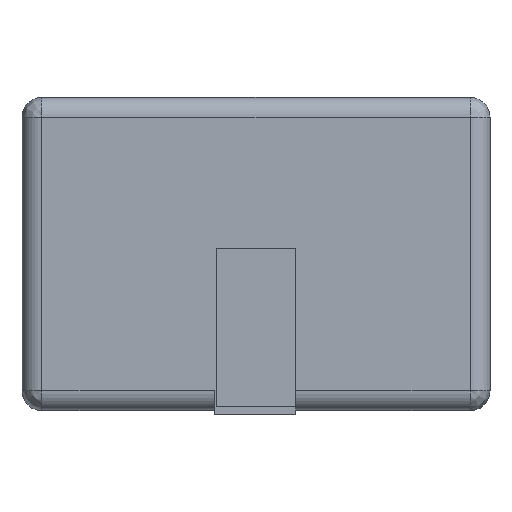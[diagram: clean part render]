
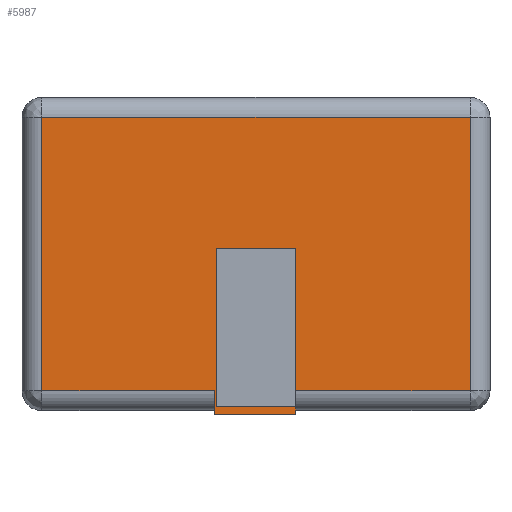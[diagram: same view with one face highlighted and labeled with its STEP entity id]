
A CAD part, left-side view. The second image highlights one B-rep face of the part: STEP entity #5987.
In plain terms, the highlighted planar face has unit normal (-1, 0, 0).
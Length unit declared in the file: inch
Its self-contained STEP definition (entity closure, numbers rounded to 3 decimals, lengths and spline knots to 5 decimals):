
#167 = CARTESIAN_POINT ( 'NONE',  ( 0., -0.118, 0.005 ) ) ;
#259 = VERTEX_POINT ( 'NONE', #7113 ) ;
#424 = ORIENTED_EDGE ( 'NONE', *, *, #1708, .T. ) ;
#426 = VERTEX_POINT ( 'NONE', #7239 ) ;
#569 = CARTESIAN_POINT ( 'NONE',  ( 0., -0.005, 0.005 ) ) ;
#584 = VECTOR ( 'NONE', #1138, 39.37008 ) ;
#600 = LINE ( 'NONE', #6533, #6646 ) ;
#677 = DIRECTION ( 'NONE',  ( 0., 0., 1. ) ) ;
#764 = VECTOR ( 'NONE', #1732, 39.37008 ) ;
#773 = LINE ( 'NONE', #7068, #5418 ) ;
#917 = VERTEX_POINT ( 'NONE', #3334 ) ;
#921 = VECTOR ( 'NONE', #2978, 39.37008 ) ;
#953 = ORIENTED_EDGE ( 'NONE', *, *, #2901, .T. ) ;
#1074 = VERTEX_POINT ( 'NONE', #569 ) ;
#1138 = DIRECTION ( 'NONE',  ( 0., 0., -1. ) ) ;
#1227 = CARTESIAN_POINT ( 'NONE',  ( 0., -0.069, 0. ) ) ;
#1287 = ORIENTED_EDGE ( 'NONE', *, *, #3277, .F. ) ;
#1360 = VECTOR ( 'NONE', #5467, 39.37008 ) ;
#1442 = CARTESIAN_POINT ( 'NONE',  ( 0., -0.04856, 0.005 ) ) ;
#1617 = CARTESIAN_POINT ( 'NONE',  ( 0., -0.04856, -0.001 ) ) ;
#1645 = VERTEX_POINT ( 'NONE', #6473 ) ;
#1658 = DIRECTION ( 'NONE',  ( 0., -1., 0. ) ) ;
#1708 = EDGE_CURVE ( 'NONE', #917, #259, #5405, .T. ) ;
#1732 = DIRECTION ( 'NONE',  ( 0., 0., 1. ) ) ;
#1733 = EDGE_CURVE ( 'NONE', #7461, #2528, #6986, .T. ) ;
#1823 = ORIENTED_EDGE ( 'NONE', *, *, #4924, .T. ) ;
#1987 = ORIENTED_EDGE ( 'NONE', *, *, #1733, .T. ) ;
#2067 = EDGE_CURVE ( 'NONE', #2703, #6175, #5963, .T. ) ;
#2335 = CARTESIAN_POINT ( 'NONE',  ( 0., -0.04856, 0. ) ) ;
#2348 = CARTESIAN_POINT ( 'NONE',  ( 0., -0.069, 0. ) ) ;
#2352 = ORIENTED_EDGE ( 'NONE', *, *, #2740, .T. ) ;
#2394 = ORIENTED_EDGE ( 'NONE', *, *, #3836, .T. ) ;
#2428 = FACE_OUTER_BOUND ( 'NONE', #3162, .T. ) ;
#2443 = AXIS2_PLACEMENT_3D ( 'NONE', #3344, #7548, #3956 ) ;
#2470 = VECTOR ( 'NONE', #5009, 39.37008 ) ;
#2528 = VERTEX_POINT ( 'NONE', #1617 ) ;
#2703 = VERTEX_POINT ( 'NONE', #7701 ) ;
#2740 = EDGE_CURVE ( 'NONE', #3773, #1074, #3940, .T. ) ;
#2901 = EDGE_CURVE ( 'NONE', #2528, #1645, #4868, .T. ) ;
#2926 = VECTOR ( 'NONE', #677, 39.37008 ) ;
#2978 = DIRECTION ( 'NONE',  ( 0., 0., -1. ) ) ;
#3079 = CARTESIAN_POINT ( 'NONE',  ( 0., -0.005, 0.074 ) ) ;
#3162 = EDGE_LOOP ( 'NONE', ( #2352, #5552, #1987, #953, #1823, #4209, #424, #2394, #3543, #5444, #4632, #1287 ) ) ;
#3168 = DIRECTION ( 'NONE',  ( 0., -1., 0. ) ) ;
#3177 = EDGE_CURVE ( 'NONE', #1074, #7461, #773, .T. ) ;
#3195 = LINE ( 'NONE', #5522, #6426 ) ;
#3277 = EDGE_CURVE ( 'NONE', #3773, #6175, #600, .T. ) ;
#3327 = EDGE_CURVE ( 'NONE', #6205, #917, #7279, .T. ) ;
#3334 = CARTESIAN_POINT ( 'NONE',  ( 0., -0.049, 0.001 ) ) ;
#3344 = CARTESIAN_POINT ( 'NONE',  ( 0., -0.118, 0. ) ) ;
#3543 = ORIENTED_EDGE ( 'NONE', *, *, #4377, .T. ) ;
#3773 = VERTEX_POINT ( 'NONE', #3079 ) ;
#3836 = EDGE_CURVE ( 'NONE', #259, #7515, #3195, .T. ) ;
#3940 = LINE ( 'NONE', #4784, #921 ) ;
#3956 = DIRECTION ( 'NONE',  ( 0., 0., 1. ) ) ;
#4086 = VECTOR ( 'NONE', #7172, 39.37008 ) ;
#4091 = LINE ( 'NONE', #167, #2470 ) ;
#4097 = DIRECTION ( 'NONE',  ( 0., -1., 0. ) ) ;
#4209 = ORIENTED_EDGE ( 'NONE', *, *, #3327, .T. ) ;
#4334 = CARTESIAN_POINT ( 'NONE',  ( 0., -0.118, -0.001 ) ) ;
#4377 = EDGE_CURVE ( 'NONE', #7515, #426, #6017, .T. ) ;
#4632 = ORIENTED_EDGE ( 'NONE', *, *, #2067, .T. ) ;
#4747 = CARTESIAN_POINT ( 'NONE',  ( 0., -0.118, 0.001 ) ) ;
#4784 = CARTESIAN_POINT ( 'NONE',  ( 0., -0.005, 0. ) ) ;
#4868 = LINE ( 'NONE', #4334, #6257 ) ;
#4924 = EDGE_CURVE ( 'NONE', #1645, #6205, #5117, .T. ) ;
#4952 = VECTOR ( 'NONE', #5371, 39.37008 ) ;
#5009 = DIRECTION ( 'NONE',  ( 0., -1., 0. ) ) ;
#5021 = EDGE_CURVE ( 'NONE', #426, #2703, #4091, .T. ) ;
#5093 = CARTESIAN_POINT ( 'NONE',  ( 0., -0.069, 0.041 ) ) ;
#5117 = LINE ( 'NONE', #2348, #4952 ) ;
#5360 = CARTESIAN_POINT ( 'NONE',  ( 0., -0.049, 0. ) ) ;
#5371 = DIRECTION ( 'NONE',  ( 0., 0., 1. ) ) ;
#5405 = LINE ( 'NONE', #5360, #764 ) ;
#5418 = VECTOR ( 'NONE', #1658, 39.37008 ) ;
#5444 = ORIENTED_EDGE ( 'NONE', *, *, #5021, .T. ) ;
#5467 = DIRECTION ( 'NONE',  ( 0., 0., -1. ) ) ;
#5517 = CARTESIAN_POINT ( 'NONE',  ( 0., -0.113, 0. ) ) ;
#5522 = CARTESIAN_POINT ( 'NONE',  ( 0., -0.118, 0.041 ) ) ;
#5552 = ORIENTED_EDGE ( 'NONE', *, *, #3177, .T. ) ;
#5957 = CARTESIAN_POINT ( 'NONE',  ( 0., -0.069, 0.001 ) ) ;
#5963 = LINE ( 'NONE', #5517, #2926 ) ;
#5987 = ADVANCED_FACE ( 'NONE', ( #2428 ), #7494, .T. ) ;
#6017 = LINE ( 'NONE', #1227, #1360 ) ;
#6121 = DIRECTION ( 'NONE',  ( 0., -1., 0. ) ) ;
#6175 = VERTEX_POINT ( 'NONE', #6503 ) ;
#6205 = VERTEX_POINT ( 'NONE', #5957 ) ;
#6257 = VECTOR ( 'NONE', #3168, 39.37008 ) ;
#6426 = VECTOR ( 'NONE', #6121, 39.37008 ) ;
#6473 = CARTESIAN_POINT ( 'NONE',  ( 0., -0.069, -0.001 ) ) ;
#6503 = CARTESIAN_POINT ( 'NONE',  ( 0., -0.113, 0.074 ) ) ;
#6533 = CARTESIAN_POINT ( 'NONE',  ( 0., -0.0885, 0.074 ) ) ;
#6646 = VECTOR ( 'NONE', #4097, 39.37008 ) ;
#6986 = LINE ( 'NONE', #2335, #584 ) ;
#7068 = CARTESIAN_POINT ( 'NONE',  ( 0., -0.118, 0.005 ) ) ;
#7113 = CARTESIAN_POINT ( 'NONE',  ( 0., -0.049, 0.041 ) ) ;
#7172 = DIRECTION ( 'NONE',  ( 0., 1., 0. ) ) ;
#7239 = CARTESIAN_POINT ( 'NONE',  ( 0., -0.069, 0.005 ) ) ;
#7279 = LINE ( 'NONE', #4747, #4086 ) ;
#7461 = VERTEX_POINT ( 'NONE', #1442 ) ;
#7494 = PLANE ( 'NONE',  #2443 ) ;
#7515 = VERTEX_POINT ( 'NONE', #5093 ) ;
#7548 = DIRECTION ( 'NONE',  ( -1., 0., 0. ) ) ;
#7701 = CARTESIAN_POINT ( 'NONE',  ( 0., -0.113, 0.005 ) ) ;
